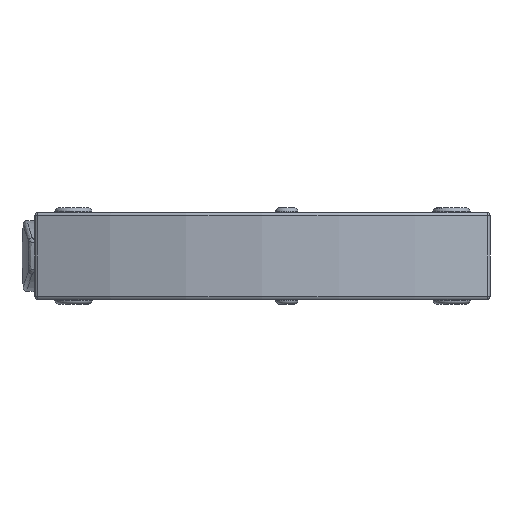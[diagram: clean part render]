
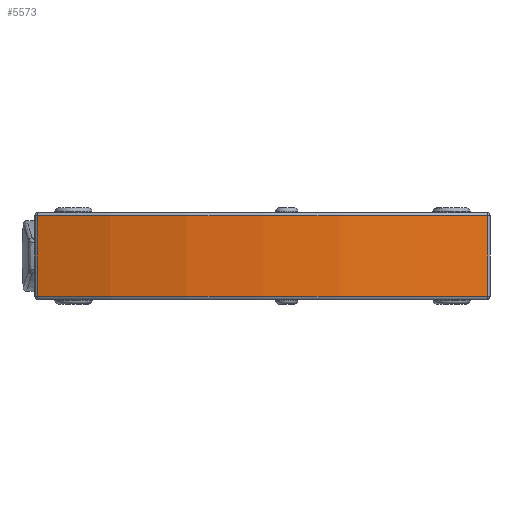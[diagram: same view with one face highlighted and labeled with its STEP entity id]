
A CAD part, left-side view. The second image highlights one B-rep face of the part: STEP entity #5573.
In plain terms, the highlighted cylindrical face has radius 129.609 mm (diameter 259.217 mm), a partial arc.
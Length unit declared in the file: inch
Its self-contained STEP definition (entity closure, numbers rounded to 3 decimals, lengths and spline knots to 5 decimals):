
#5421=CARTESIAN_POINT('',(-1.63474,1.89875,-0.33875));
#5422=VERTEX_POINT('',#5421);
#5437=CARTESIAN_POINT('',(-1.63474,-1.89875,-0.33875));
#5438=VERTEX_POINT('',#5437);
#5446=CARTESIAN_POINT('',(3.10154,0.,-0.33875));
#5447=DIRECTION('',(0.0,0.0,-1.0));
#5448=DIRECTION('',(-1.0,0.,0.0));
#5449=AXIS2_PLACEMENT_3D('',#5446,#5447,#5448);
#5450=CIRCLE('',#5449,5.1027);
#5451=EDGE_CURVE('',#5438,#5422,#5450,.T.);
#5530=CARTESIAN_POINT('',(-1.63474,1.89875,0.33875));
#5531=VERTEX_POINT('',#5530);
#5532=CARTESIAN_POINT('',(-1.63474,1.89875,-0.33875));
#5533=DIRECTION('',(0.0,0.0,1.0));
#5534=VECTOR('',#5533,0.6775);
#5535=LINE('',#5532,#5534);
#5536=EDGE_CURVE('',#5422,#5531,#5535,.T.);
#5549=CARTESIAN_POINT('',(3.10154,0.,0.0));
#5550=DIRECTION('',(0.0,0.0,1.0));
#5551=DIRECTION('',(-0.928,0.372,0.0));
#5552=AXIS2_PLACEMENT_3D('',#5549,#5550,#5551);
#5553=CYLINDRICAL_SURFACE('',#5552,5.1027);
#5554=ORIENTED_EDGE('',*,*,#5451,.F.);
#5555=CARTESIAN_POINT('',(-1.63474,-1.89875,0.33875));
#5556=VERTEX_POINT('',#5555);
#5557=CARTESIAN_POINT('',(-1.63474,-1.89875,-0.33875));
#5558=DIRECTION('',(0.0,0.0,1.0));
#5559=VECTOR('',#5558,0.6775);
#5560=LINE('',#5557,#5559);
#5561=EDGE_CURVE('',#5438,#5556,#5560,.T.);
#5562=ORIENTED_EDGE('',*,*,#5561,.T.);
#5563=CARTESIAN_POINT('',(3.10154,0.,0.33875));
#5564=DIRECTION('',(0.0,0.0,1.0));
#5565=DIRECTION('',(-1.0,0.,0.0));
#5566=AXIS2_PLACEMENT_3D('',#5563,#5564,#5565);
#5567=CIRCLE('',#5566,5.1027);
#5568=EDGE_CURVE('',#5531,#5556,#5567,.T.);
#5569=ORIENTED_EDGE('',*,*,#5568,.F.);
#5570=ORIENTED_EDGE('',*,*,#5536,.F.);
#5571=EDGE_LOOP('',(#5554,#5562,#5569,#5570));
#5572=FACE_OUTER_BOUND('',#5571,.T.);
#5573=ADVANCED_FACE('',(#5572),#5553,.T.);
